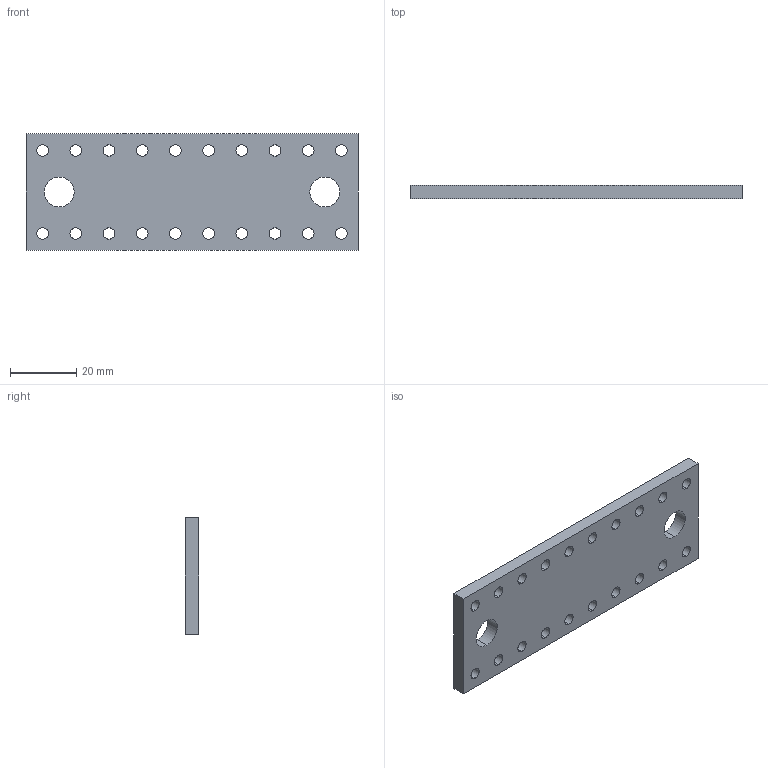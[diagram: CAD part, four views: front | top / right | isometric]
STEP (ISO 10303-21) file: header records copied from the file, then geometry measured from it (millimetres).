
FILE_DESCRIPTION (( 'STEP AP214' ), '1' );
FILE_NAME ('HDActuatorSpec_TestRig_MassAssembly_100gPlate_001.STEP', '2021-04-23T10:14:09', ( '' ), ( '' ), 'SwSTEP 2.0', 'SolidWorks 2021', '' );
FILE_SCHEMA (( 'AUTOMOTIVE_DESIGN' ));
Length unit declared in the file: millimetre
Products named in the file (1): HDActuatorSpec_TestRig_MassAssembly_100gPlate_001
Bounding box: 100 x 4 x 35 mm (x, y, z)
Volume: 12721.4 mm3; surface area: 8546.5 mm2
Topology: 1 solids, 1 shells, 50 faces, 144 edges, 96 vertices
Faces by surface type: cylinder 44, plane 6
Entity records: 1818 total; most frequent: DIRECTION 334, CARTESIAN_POINT 291, ORIENTED_EDGE 288, EDGE_CURVE 144, AXIS2_PLACEMENT_3D 139, VERTEX_POINT 96, EDGE_LOOP 94, CIRCLE 88
